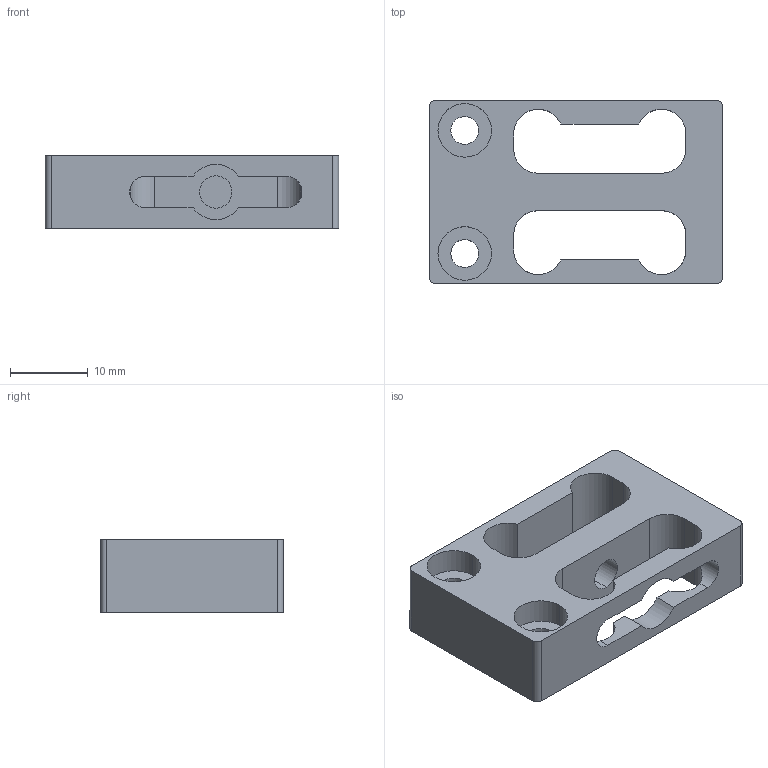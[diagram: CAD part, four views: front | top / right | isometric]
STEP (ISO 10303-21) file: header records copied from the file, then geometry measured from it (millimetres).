
FILE_DESCRIPTION((''),'2;1');
FILE_NAME('LSM250.stp','2010-12-10T10:18:35',(''),(''),'Mechanical Desktop 2008','Mechanical Desktop 2008',', , ');
FILE_SCHEMA(('CONFIG_CONTROL_DESIGN'));
Length unit declared in the file: inch
Products named in the file (5): FM1005-D; FM1005-1A; FM1005-1; 26; NEWDWG
Assembly tree (323 placements, depth 3):
  FM1005-D
    FM1005-1A
    FM1005-1
    26  x286
    NEWDWG  x13
      26
Bounding box: 37.85 x 23.62 x 9.53 mm (x, y, z)
Volume: 4932.9 mm3; surface area: 3612.7 mm2
Topology: 1 solids, 1 shells, 49 faces, 138 edges, 92 vertices
Faces by surface type: cylinder 26, plane 23
Entity records: 4365 total; most frequent: DIRECTION 936, CARTESIAN_POINT 639, AXIS2_PLACEMENT_3D 429, PRODUCT_DEFINITION_SHAPE 328, ITEM_DEFINED_TRANSFORMATION 323, NEXT_ASSEMBLY_USAGE_OCCURRENCE 323, CONTEXT_DEPENDENT_SHAPE_REPRESENTATION 323, ORIENTED_EDGE 276
